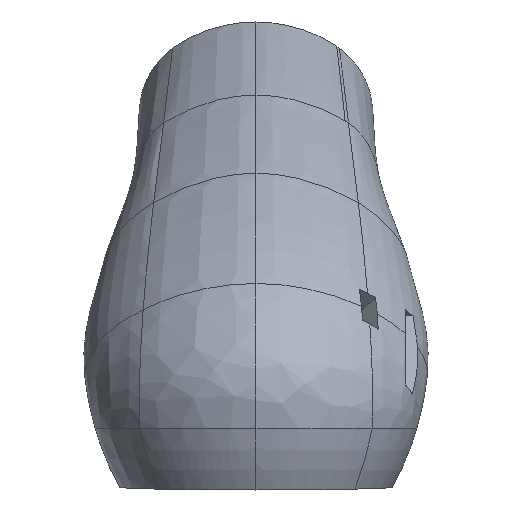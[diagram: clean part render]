
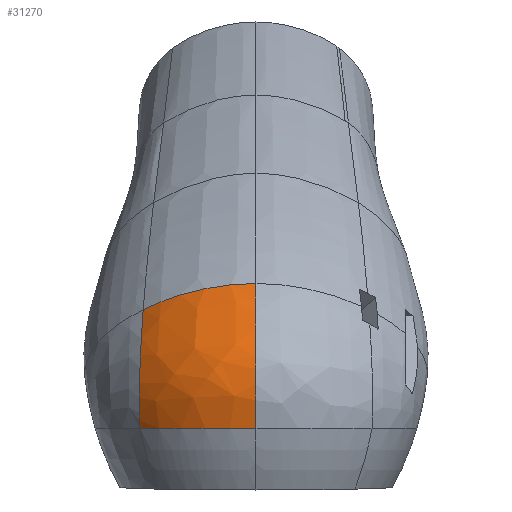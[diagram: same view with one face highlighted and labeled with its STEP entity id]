
A CAD part, front view. The second image highlights one B-rep face of the part: STEP entity #31270.
In plain terms, the highlighted free-form (B-spline) face has degree [6, 6] with [7, 7] control points.
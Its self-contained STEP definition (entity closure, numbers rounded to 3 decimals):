
#1020=CARTESIAN_POINT('',(0.,-357.269,
70.005));
#1030=VERTEX_POINT('',#1020);
#1840=CARTESIAN_POINT('',(-12.429,-351.988,
70.005));
#1850=VERTEX_POINT('',#1840);
#13710=CARTESIAN_POINT('',(0.,-350.974,
85.524));
#13720=CARTESIAN_POINT('',(-2.053,-350.974,
85.524));
#13730=CARTESIAN_POINT('',(-4.169,-350.711,
85.32));
#13740=CARTESIAN_POINT('',(-6.288,-350.198,
84.925));
#13750=CARTESIAN_POINT('',(-8.354,-349.453,
84.35));
#13760=CARTESIAN_POINT('',(-10.307,-348.494,
83.608));
#13770=CARTESIAN_POINT('',(-12.084,-347.337,
82.714));
#13780=B_SPLINE_CURVE_WITH_KNOTS('',6,(#13710,#13720,#13730,#13740,
#13750,#13760,#13770),.UNSPECIFIED.,.F.,.F.,(7,7),(0.,13.521),
.UNSPECIFIED.);
#13790=CARTESIAN_POINT('',(0.,-350.974,
85.524));
#13800=VERTEX_POINT('',#13790);
#13810=CARTESIAN_POINT('',(-12.084,-347.337,
82.714));
#13820=VERTEX_POINT('',#13810);
#13830=EDGE_CURVE('',#13800,#13820,#13780,.T.);
#30150=CARTESIAN_POINT('',(-12.084,-347.337,
82.714));
#30160=CARTESIAN_POINT('',(-12.174,-348.582,
81.484));
#30170=CARTESIAN_POINT('',(-12.261,-349.735,
80.193));
#30180=CARTESIAN_POINT('',(-12.342,-350.773,
78.829));
#30190=CARTESIAN_POINT('',(-12.404,-351.65,
77.386));
#30200=CARTESIAN_POINT('',(-12.467,-352.319,
75.827));
#30210=CARTESIAN_POINT('',(-12.483,-352.677,
74.148));
#30220=CARTESIAN_POINT('',(-12.602,-352.66,
72.195));
#30230=CARTESIAN_POINT('',(-12.429,-351.988,
70.005));
#30240=B_SPLINE_CURVE_WITH_KNOTS('',8,(#30150,#30160,#30170,#30180,
#30190,#30200,#30210,#30220,#30230),.UNSPECIFIED.,.F.,.F.,(9,9),(0.,1.),
.UNSPECIFIED.);
#30250=EDGE_CURVE('',#13820,#1850,#30240,.T.);
#30560=CARTESIAN_POINT('',(-12.084,-347.337,
82.714));
#30570=CARTESIAN_POINT('',(-12.205,-348.996,
81.073));
#30580=CARTESIAN_POINT('',(-12.3,-350.481,
79.328));
#30590=CARTESIAN_POINT('',(-12.475,-351.752,
77.394));
#30600=CARTESIAN_POINT('',(-12.372,-352.566,
75.389));
#30610=CARTESIAN_POINT('',(-12.66,-352.884,
72.926));
#30620=CARTESIAN_POINT('',(-12.429,-351.988,
70.005));
#30630=CARTESIAN_POINT('',(-10.307,-348.494,
83.608));
#30640=CARTESIAN_POINT('',(-10.392,-350.334,
81.872));
#30650=CARTESIAN_POINT('',(-10.513,-352.007,
80.011));
#30660=CARTESIAN_POINT('',(-10.715,-353.333,
78.011));
#30670=CARTESIAN_POINT('',(-10.731,-354.445,
75.763));
#30680=CARTESIAN_POINT('',(-10.98,-354.606,
73.264));
#30690=CARTESIAN_POINT('',(-10.831,-353.645,
70.005));
#30700=CARTESIAN_POINT('',(-8.354,-349.453,
84.35));
#30710=CARTESIAN_POINT('',(-8.41,-351.445,
82.533));
#30720=CARTESIAN_POINT('',(-8.541,-353.278,
80.574));
#30730=CARTESIAN_POINT('',(-8.747,-354.653,
78.517));
#30740=CARTESIAN_POINT('',(-8.841,-356.013,
76.07));
#30750=CARTESIAN_POINT('',(-9.049,-356.056,
73.539));
#30760=CARTESIAN_POINT('',(-8.964,-355.051,
70.005));
#30770=CARTESIAN_POINT('',(-6.288,-350.198,
84.925));
#30780=CARTESIAN_POINT('',(-6.319,-352.307,
83.044));
#30790=CARTESIAN_POINT('',(-6.441,-354.262,
81.009));
#30800=CARTESIAN_POINT('',(-6.627,-355.678,
78.906));
#30810=CARTESIAN_POINT('',(-6.757,-357.226,
76.307));
#30820=CARTESIAN_POINT('',(-6.918,-357.183,
73.749));
#30830=CARTESIAN_POINT('',(-6.878,-356.147,
70.005));
#30840=CARTESIAN_POINT('',(-4.169,-350.711,
85.32));
#30850=CARTESIAN_POINT('',(-4.18,-352.898,
83.395));
#30860=CARTESIAN_POINT('',(-4.275,-354.934,
81.307));
#30870=CARTESIAN_POINT('',(-4.418,-356.377,
79.171));
#30880=CARTESIAN_POINT('',(-4.543,-358.05,
76.47));
#30890=CARTESIAN_POINT('',(-4.651,-357.951,
73.891));
#30900=CARTESIAN_POINT('',(-4.639,-356.894,
70.005));
#30910=CARTESIAN_POINT('',(-2.053,-350.974,
85.524));
#30920=CARTESIAN_POINT('',(-2.053,-353.199,
83.575));
#30930=CARTESIAN_POINT('',(-2.107,-355.275,
81.46));
#30940=CARTESIAN_POINT('',(-2.187,-356.731,
79.307));
#30950=CARTESIAN_POINT('',(-2.268,-358.465,
76.553));
#30960=CARTESIAN_POINT('',(-2.321,-358.336,
73.962));
#30970=CARTESIAN_POINT('',(-2.321,-357.269,
70.005));
#30980=CARTESIAN_POINT('',(0.,-350.974,
85.524));
#30990=CARTESIAN_POINT('',(0.,-353.199,
83.575));
#31000=CARTESIAN_POINT('',(0.,-355.275,
81.46));
#31010=CARTESIAN_POINT('',(0.,-356.731,
79.307));
#31020=CARTESIAN_POINT('',(0.,-358.465,
76.553));
#31030=CARTESIAN_POINT('',(0.,-358.336,
73.962));
#31040=CARTESIAN_POINT('',(0.,-357.269,
70.005));
#31050=B_SPLINE_SURFACE_WITH_KNOTS('',6,6,((#30560,#30630,#30700,#30770,
#30840,#30910,#30980),(#30570,#30640,#30710,#30780,#30850,#30920,#30990)
,(#30580,#30650,#30720,#30790,#30860,#30930,#31000),(#30590,#30660,
#30730,#30800,#30870,#30940,#31010),(#30600,#30670,#30740,#30810,#30880,
#30950,#31020),(#30610,#30680,#30750,#30820,#30890,#30960,#31030),(
#30620,#30690,#30760,#30830,#30900,#30970,#31040)),.UNSPECIFIED.,.F.,.F.
,.F.,(7,7),(7,7),(0.,16.11),(0.,13.521),
.UNSPECIFIED.);
#31060=ORIENTED_EDGE('',*,*,#13830,.T.);
#31070=CARTESIAN_POINT('',(0.,-357.269,
70.005));
#31080=CARTESIAN_POINT('',(0.,-358.336,
73.962));
#31090=CARTESIAN_POINT('',(0.,-358.465,
76.553));
#31100=CARTESIAN_POINT('',(0.,-356.731,
79.307));
#31110=CARTESIAN_POINT('',(0.,-355.275,
81.46));
#31120=CARTESIAN_POINT('',(0.,-353.199,
83.575));
#31130=CARTESIAN_POINT('',(0.,-350.974,
85.524));
#31140=B_SPLINE_CURVE_WITH_KNOTS('',6,(#31070,#31080,#31090,#31100,
#31110,#31120,#31130),.UNSPECIFIED.,.F.,.F.,(7,7),(0.,16.11),
.UNSPECIFIED.);
#31150=EDGE_CURVE('',#1030,#13800,#31140,.T.);
#31160=ORIENTED_EDGE('',*,*,#31150,.T.);
#31170=CARTESIAN_POINT('',(0.,-340.,
70.005));
#31180=DIRECTION('',(0.,0.,1.));
#31190=DIRECTION('',(0.,1.,0.));
#31200=AXIS2_PLACEMENT_3D('',#31170,#31180,#31190);
#31210=CIRCLE('',#31200,17.269);
#31220=EDGE_CURVE('',#1850,#1030,#31210,.T.);
#31230=ORIENTED_EDGE('',*,*,#31220,.T.);
#31240=ORIENTED_EDGE('',*,*,#30250,.T.);
#31250=EDGE_LOOP('',(#31240,#31230,#31160,#31060));
#31260=FACE_OUTER_BOUND('',#31250,.T.);
#31270=ADVANCED_FACE('',(#31260),#31050,.T.);
